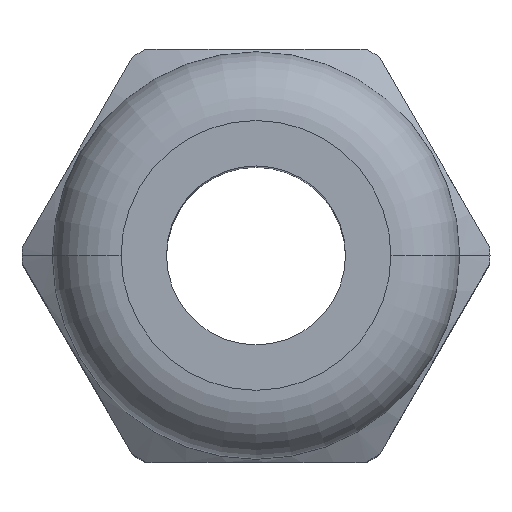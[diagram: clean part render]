
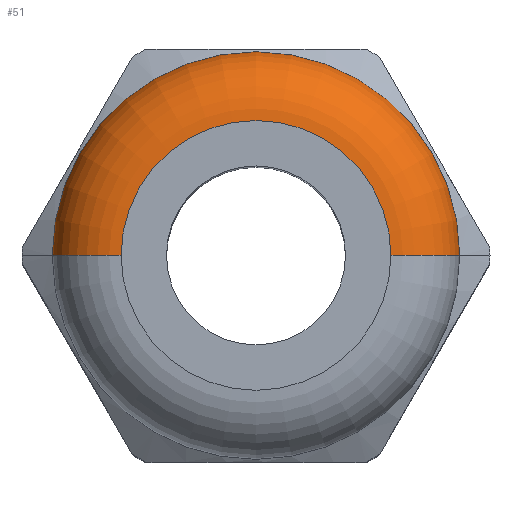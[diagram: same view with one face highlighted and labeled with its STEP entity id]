
A CAD part, top view. The second image highlights one B-rep face of the part: STEP entity #51.
In plain terms, the highlighted toroidal (fillet/blend) face has major radius 4.9 mm and minor radius 2.5 mm.
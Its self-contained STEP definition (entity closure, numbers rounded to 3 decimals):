
#51 = ADVANCED_FACE ( 'NONE', ( #1382 ), #1258, .T. ) ;
#54 = VERTEX_POINT ( 'NONE', #1256 ) ;
#57 = VERTEX_POINT ( 'NONE', #1404 ) ;
#59 = EDGE_LOOP ( 'NONE', ( #71, #60, #66, #133 ) ) ;
#60 = ORIENTED_EDGE ( 'NONE', *, *, #67, .T. ) ;
#61 = EDGE_CURVE ( 'NONE', #54, #57, #1267, .T. ) ;
#66 = ORIENTED_EDGE ( 'NONE', *, *, #159, .F. ) ;
#67 = EDGE_CURVE ( 'NONE', #54, #68, #1327, .T. ) ;
#68 = VERTEX_POINT ( 'NONE', #1325 ) ;
#71 = ORIENTED_EDGE ( 'NONE', *, *, #61, .F. ) ;
#96 = VERTEX_POINT ( 'NONE', #1291 ) ;
#133 = ORIENTED_EDGE ( 'NONE', *, *, #184, .F. ) ;
#159 = EDGE_CURVE ( 'NONE', #96, #68, #539, .T. ) ;
#184 = EDGE_CURVE ( 'NONE', #57, #96, #506, .T. ) ;
#506 = CIRCLE ( 'NONE', #547, 2.5 ) ;
#507 = DIRECTION ( 'NONE',  ( 1., 0., 0. ) ) ;
#508 = DIRECTION ( 'NONE',  ( 0., 0., 1. ) ) ;
#509 = CARTESIAN_POINT ( 'NONE',  ( 0., 0., 29. ) ) ;
#516 = DIRECTION ( 'NONE',  ( 0., 0., -1. ) ) ;
#517 = DIRECTION ( 'NONE',  ( 0., -1., 0. ) ) ;
#518 = CARTESIAN_POINT ( 'NONE',  ( 4.9, 0., 26.5 ) ) ;
#539 = CIRCLE ( 'NONE', #551, 4.9 ) ;
#547 = AXIS2_PLACEMENT_3D ( 'NONE', #518, #517, #516 ) ;
#551 = AXIS2_PLACEMENT_3D ( 'NONE', #509, #508, #507 ) ;
#1256 = CARTESIAN_POINT ( 'NONE',  ( -7.4, 0., 26.5 ) ) ;
#1258 = TOROIDAL_SURFACE ( 'NONE', #1308, 4.9, 2.5 ) ;
#1259 = DIRECTION ( 'NONE',  ( 0., 0., -1. ) ) ;
#1260 = CARTESIAN_POINT ( 'NONE',  ( 0., 0., 26.5 ) ) ;
#1267 = CIRCLE ( 'NONE', #1405, 7.4 ) ;
#1287 = CARTESIAN_POINT ( 'NONE',  ( 0., 0., 26.5 ) ) ;
#1291 = CARTESIAN_POINT ( 'NONE',  ( 4.9, 0., 29. ) ) ;
#1308 = AXIS2_PLACEMENT_3D ( 'NONE', #1287, #1415, #1414 ) ;
#1321 = DIRECTION ( 'NONE',  ( -1., 0., 0. ) ) ;
#1322 = DIRECTION ( 'NONE',  ( 0., 1., 0. ) ) ;
#1323 = CARTESIAN_POINT ( 'NONE',  ( -4.9, 0., 26.5 ) ) ;
#1325 = CARTESIAN_POINT ( 'NONE',  ( -4.9, 0., 29. ) ) ;
#1327 = CIRCLE ( 'NONE', #1411, 2.5 ) ;
#1332 = DIRECTION ( 'NONE',  ( 1., 0., 0. ) ) ;
#1382 = FACE_OUTER_BOUND ( 'NONE', #59, .T. ) ;
#1404 = CARTESIAN_POINT ( 'NONE',  ( 7.4, 0., 26.5 ) ) ;
#1405 = AXIS2_PLACEMENT_3D ( 'NONE', #1260, #1259, #1332 ) ;
#1411 = AXIS2_PLACEMENT_3D ( 'NONE', #1323, #1322, #1321 ) ;
#1414 = DIRECTION ( 'NONE',  ( 1., 0., 0. ) ) ;
#1415 = DIRECTION ( 'NONE',  ( 0., 0., 1. ) ) ;
